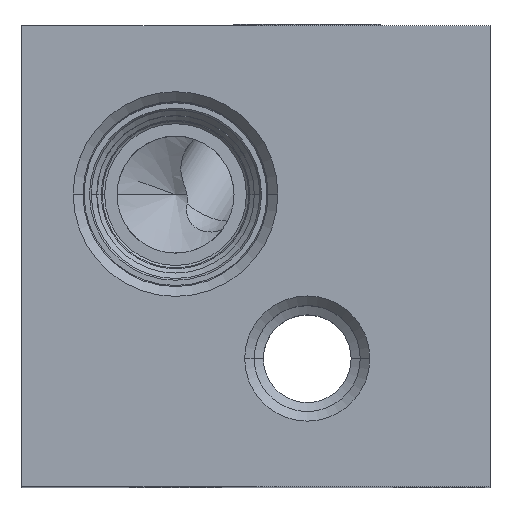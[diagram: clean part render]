
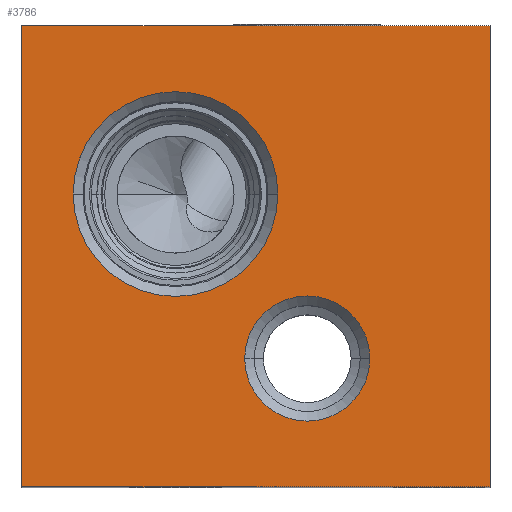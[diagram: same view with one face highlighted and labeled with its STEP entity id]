
A CAD part, top view. The second image highlights one B-rep face of the part: STEP entity #3786.
In plain terms, the highlighted planar face has unit normal (0, 0, 1).
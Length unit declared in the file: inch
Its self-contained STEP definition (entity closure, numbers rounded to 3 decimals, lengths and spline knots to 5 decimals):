
#113=DIRECTION('',(0.,-1.,0.));
#114=VECTOR('',#113,3.938);
#115=CARTESIAN_POINT('',(0.,0.,5.469));
#116=LINE('',#115,#114);
#117=DIRECTION('',(-1.,0.,0.));
#118=VECTOR('',#117,4.);
#119=CARTESIAN_POINT('',(4.,0.,5.469));
#120=LINE('',#119,#118);
#121=DIRECTION('',(0.,1.,0.));
#122=VECTOR('',#121,3.938);
#123=CARTESIAN_POINT('',(4.,-3.938,5.469));
#124=LINE('',#123,#122);
#125=DIRECTION('',(1.,0.,0.));
#126=VECTOR('',#125,4.);
#127=CARTESIAN_POINT('',(0.,-3.938,5.469));
#128=LINE('',#127,#126);
#129=CARTESIAN_POINT('',(2.438,-2.844,5.469));
#130=DIRECTION('',(0.,0.,-1.));
#131=DIRECTION('',(-1.,0.,0.));
#132=AXIS2_PLACEMENT_3D('',#129,#130,#131);
#134=CARTESIAN_POINT('',(2.438,-2.844,5.469));
#135=DIRECTION('',(0.,0.,-1.));
#136=DIRECTION('',(1.,0.,0.));
#137=AXIS2_PLACEMENT_3D('',#134,#135,#136);
#139=CARTESIAN_POINT('',(1.312,-1.438,5.469));
#140=DIRECTION('',(0.,0.,-1.));
#141=DIRECTION('',(-1.,0.,0.));
#142=AXIS2_PLACEMENT_3D('',#139,#140,#141);
#144=CARTESIAN_POINT('',(1.312,-1.438,5.469));
#145=DIRECTION('',(0.,0.,-1.));
#146=DIRECTION('',(1.,0.,0.));
#147=AXIS2_PLACEMENT_3D('',#144,#145,#146);
#3301=CARTESIAN_POINT('',(0.,0.,5.469));
#3302=CARTESIAN_POINT('',(0.,-3.938,5.469));
#3303=VERTEX_POINT('',#3301);
#3304=VERTEX_POINT('',#3302);
#3305=CARTESIAN_POINT('',(4.,-3.938,5.469));
#3306=VERTEX_POINT('',#3305);
#3307=CARTESIAN_POINT('',(4.,0.,5.469));
#3308=VERTEX_POINT('',#3307);
#3317=CARTESIAN_POINT('',(2.973,-2.844,5.469));
#3318=VERTEX_POINT('',#3317);
#3319=CARTESIAN_POINT('',(1.903,-2.844,5.469));
#3320=VERTEX_POINT('',#3319);
#3381=CARTESIAN_POINT('',(0.437,-1.438,
5.469));
#3382=CARTESIAN_POINT('',(2.187,-1.438,5.469));
#3383=VERTEX_POINT('',#3381);
#3384=VERTEX_POINT('',#3382);
#3763=CARTESIAN_POINT('',(0.,0.,5.469));
#3764=DIRECTION('',(0.,0.,1.));
#3765=DIRECTION('',(1.,0.,0.));
#3766=AXIS2_PLACEMENT_3D('',#3763,#3764,#3765);
#3767=PLANE('',#3766);
#3768=ORIENTED_EDGE('',*,*,#3685,.F.);
#3769=ORIENTED_EDGE('',*,*,#3700,.F.);
#3770=ORIENTED_EDGE('',*,*,#3732,.F.);
#3771=ORIENTED_EDGE('',*,*,#3745,.F.);
#3772=EDGE_LOOP('',(#3768,#3769,#3770,#3771));
#3773=FACE_OUTER_BOUND('',#3772,.F.);
#3775=ORIENTED_EDGE('',*,*,#3774,.F.);
#3777=ORIENTED_EDGE('',*,*,#3776,.F.);
#3778=EDGE_LOOP('',(#3775,#3777));
#3779=FACE_BOUND('',#3778,.F.);
#3781=ORIENTED_EDGE('',*,*,#3780,.F.);
#3783=ORIENTED_EDGE('',*,*,#3782,.F.);
#3784=EDGE_LOOP('',(#3781,#3783));
#3785=FACE_BOUND('',#3784,.F.);
#3786=ADVANCED_FACE('',(#3773,#3779,#3785),#3767,.T.);
#133=CIRCLE('',#132,0.535);
#138=CIRCLE('',#137,0.535);
#143=CIRCLE('',#142,0.875);
#148=CIRCLE('',#147,0.875);
#3685=EDGE_CURVE('',#3303,#3304,#116,.T.);
#3700=EDGE_CURVE('',#3308,#3303,#120,.T.);
#3732=EDGE_CURVE('',#3306,#3308,#124,.T.);
#3745=EDGE_CURVE('',#3304,#3306,#128,.T.);
#3774=EDGE_CURVE('',#3320,#3318,#133,.T.);
#3776=EDGE_CURVE('',#3318,#3320,#138,.T.);
#3780=EDGE_CURVE('',#3383,#3384,#143,.T.);
#3782=EDGE_CURVE('',#3384,#3383,#148,.T.);
